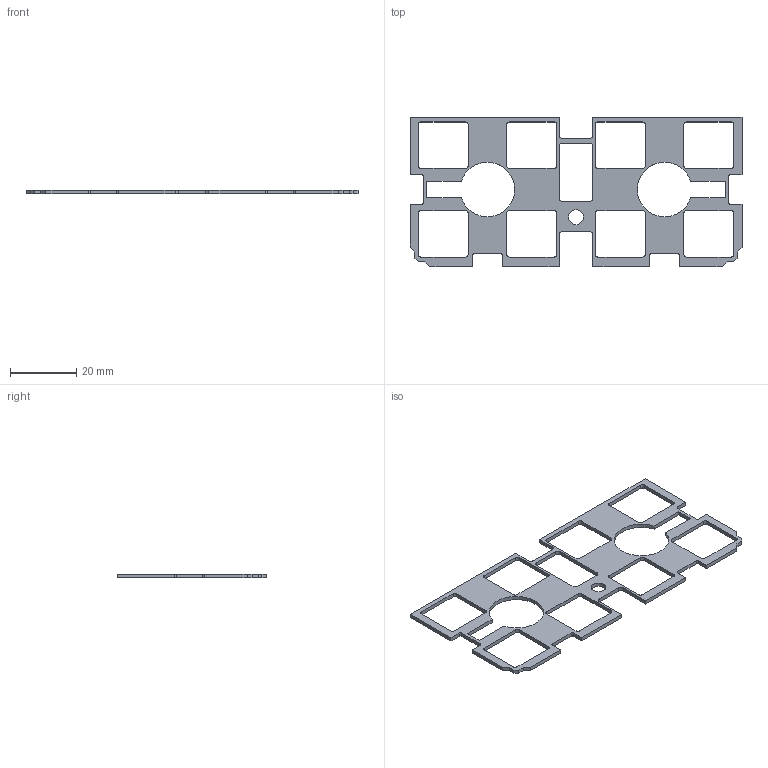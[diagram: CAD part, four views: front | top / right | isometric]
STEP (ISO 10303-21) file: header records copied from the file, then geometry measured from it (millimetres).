
FILE_DESCRIPTION(('KiCad electronic assembly'),'2;1');
FILE_NAME('VSN1_layer2.step','2024-10-14T13:24:50',('Pcbnew'),('Kicad'), 'Open CASCADE STEP processor 7.6','KiCad to STEP converter','Unknown' );
FILE_SCHEMA(('AUTOMOTIVE_DESIGN { 1 0 10303 214 1 1 1 1 }'));
Length unit declared in the file: millimetre
Products named in the file (2): VSN1_layer2 1; _autosave-PCBA-VSNX-LCDMOUNT_PCB
Assembly tree (1 placements, depth 2):
  VSN1_layer2 1
    _autosave-PCBA-VSNX-LCDMOUNT_PCB
Bounding box: 100 x 45.16 x 1.2 mm (x, y, z)
Volume: 2132 mm3; surface area: 4771.1 mm2
Topology: 1 solids, 1 shells, 133 faces, 393 edges, 262 vertices
Faces by surface type: plane 82, cylinder 51
Full cylindrical faces by diameter (mm): 4.5 x1
Entity records: 4534 total; most frequent: CARTESIAN_POINT 790, ORIENTED_EDGE 786, DIRECTION 765, EDGE_CURVE 393, LINE 291, VECTOR 291, VERTEX_POINT 262, AXIS2_PLACEMENT_3D 237
